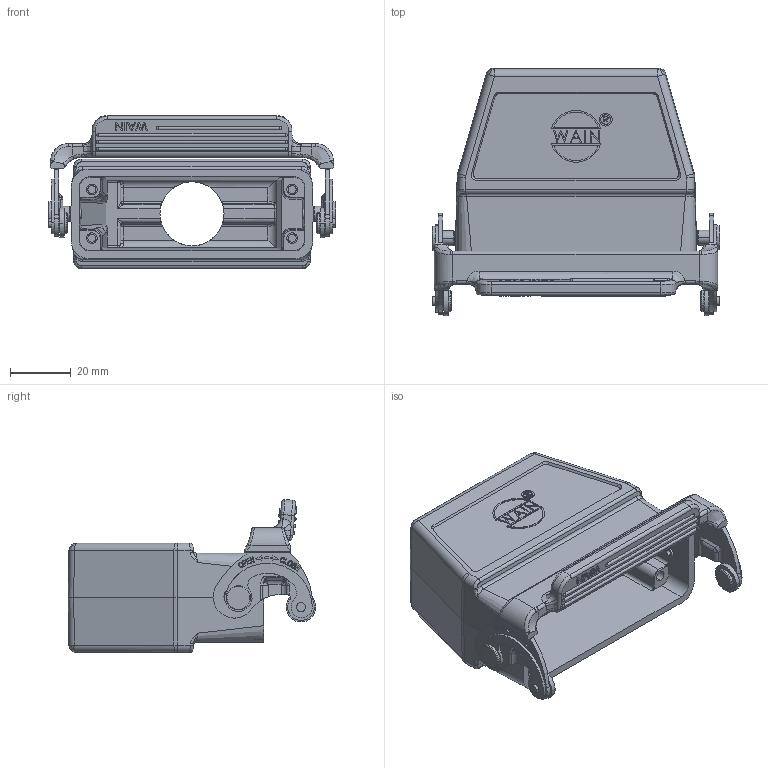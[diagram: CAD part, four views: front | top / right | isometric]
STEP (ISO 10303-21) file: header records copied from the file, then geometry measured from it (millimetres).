
FILE_DESCRIPTION((''),'2;1');
FILE_NAME('ASM0001_ASM','2022-08-03T',('xf.gao'),(''),'PRO/ENGINEER BY PARAMETRIC TECHNOLOGY CORPORATION, 2012480','PRO/ENGINEER BY PARAMETRIC TECHNOLOGY CORPORATION, 2012480','');
FILE_SCHEMA(('CONFIG_CONTROL_DESIGN'));
Length unit declared in the file: inch
Products named in the file (6): PRT0002; PRT0003; PRT0004; ASM0003_ASM; ASM0002_ASM; ASM0001_ASM
Assembly tree (5 placements, depth 4):
  ASM0001_ASM
    ASM0002_ASM
      ASM0003_ASM
        PRT0002
        PRT0003
        PRT0004
Bounding box: 94.7 x 81.63 x 50.4 mm (x, y, z)
Volume: 74521.2 mm3; surface area: 37024.8 mm2
Topology: 3 solids, 15 shells, 1296 faces, 3461 edges, 2261 vertices
Faces by surface type: plane 593, cylinder 272, extrusion 246, bspline 108, cone 28, sphere 28, torus 21
Entity records: 48866 total; most frequent: CARTESIAN_POINT 18134, ORIENTED_EDGE 6858, DIRECTION 5307, EDGE_CURVE 3429, VERTEX_POINT 2261, VECTOR 2101, LINE 1855, AXIS2_PLACEMENT_3D 1603
